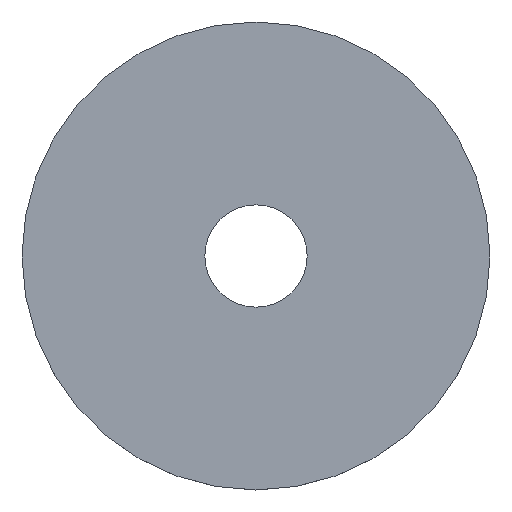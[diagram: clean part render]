
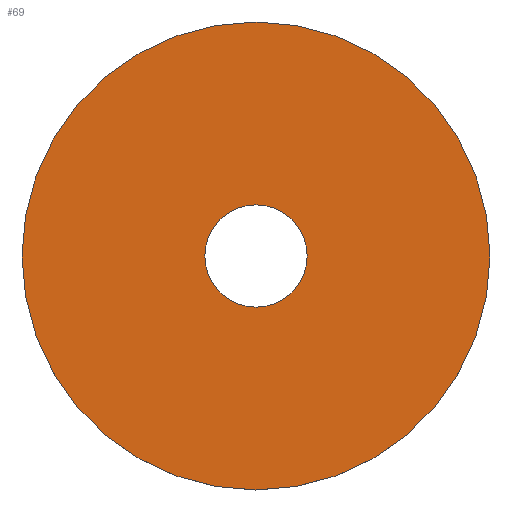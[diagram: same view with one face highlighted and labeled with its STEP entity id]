
A CAD part, top view. The second image highlights one B-rep face of the part: STEP entity #69.
In plain terms, the highlighted planar face has unit normal (0, 0, 1).
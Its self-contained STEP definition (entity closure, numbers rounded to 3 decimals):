
#63=EDGE_CURVE('',#71,#93,#136,.T.);
#69=ADVANCED_FACE('',(#144,#145),#146,.T.);
#71=VERTEX_POINT('',#148);
#79=EDGE_CURVE('',#93,#71,#156,.T.);
#83=EDGE_CURVE('',#89,#87,#160,.T.);
#85=EDGE_CURVE('',#87,#89,#162,.T.);
#87=VERTEX_POINT('',#164);
#89=VERTEX_POINT('',#166);
#93=VERTEX_POINT('',#170);
#136=CIRCLE('',#208,6.5);
#144=FACE_BOUND('',#216,.T.);
#145=FACE_OUTER_BOUND('',#217,.T.);
#146=PLANE('',#218);
#148=CARTESIAN_POINT('',(6.5,0.,3.0));
#156=CIRCLE('',#231,6.5);
#160=CIRCLE('',#237,29.75);
#162=CIRCLE('',#240,29.75);
#164=CARTESIAN_POINT('',(-29.75,0.0,3.0));
#166=CARTESIAN_POINT('',(29.75,0.,3.0));
#170=CARTESIAN_POINT('',(-6.5,0.0,3.0));
#208=AXIS2_PLACEMENT_3D('',#290,#291,#292);
#216=EDGE_LOOP('',(#310,#311));
#217=EDGE_LOOP('',(#312,#313));
#218=AXIS2_PLACEMENT_3D('',#314,#315,#316);
#231=AXIS2_PLACEMENT_3D('',#318,#319,#320);
#237=AXIS2_PLACEMENT_3D('',#324,#325,#326);
#240=AXIS2_PLACEMENT_3D('',#327,#328,#329);
#290=CARTESIAN_POINT('',(0.0,0.0,3.0));
#291=DIRECTION('',(0.0,0.0,-1.0));
#292=DIRECTION('',(1.0,0.0,0.0));
#310=ORIENTED_EDGE('',*,*,#79,.T.);
#311=ORIENTED_EDGE('',*,*,#63,.T.);
#312=ORIENTED_EDGE('',*,*,#85,.F.);
#313=ORIENTED_EDGE('',*,*,#83,.F.);
#314=CARTESIAN_POINT('',(0.0,0.0,3.0));
#315=DIRECTION('',(0.0,0.0,1.0));
#316=DIRECTION('',(1.0,0.0,0.0));
#318=CARTESIAN_POINT('',(0.0,0.0,3.0));
#319=DIRECTION('',(0.0,0.0,-1.0));
#320=DIRECTION('',(1.0,0.0,0.0));
#324=CARTESIAN_POINT('',(0.0,0.0,3.0));
#325=DIRECTION('',(0.0,0.0,-1.0));
#326=DIRECTION('',(-1.0,0.0,0.0));
#327=CARTESIAN_POINT('',(0.0,0.0,3.0));
#328=DIRECTION('',(0.0,0.0,-1.0));
#329=DIRECTION('',(-1.0,0.0,0.0));
